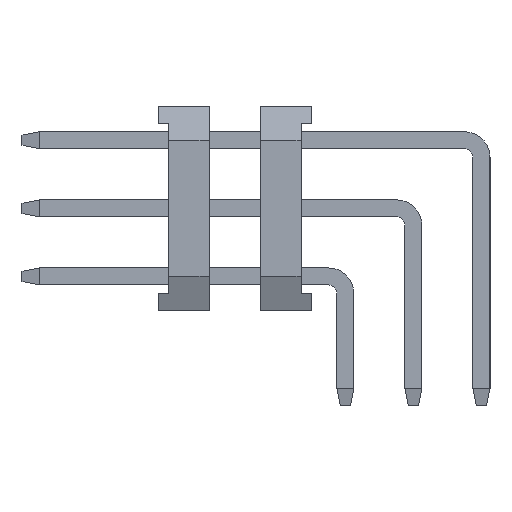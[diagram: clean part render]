
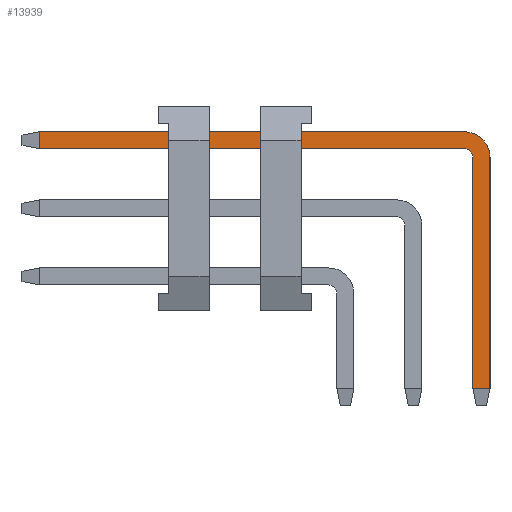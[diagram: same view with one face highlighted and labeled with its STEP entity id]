
A CAD part, left-side view. The second image highlights one B-rep face of the part: STEP entity #13939.
In plain terms, the highlighted planar face has unit normal (-1, 0, 0).
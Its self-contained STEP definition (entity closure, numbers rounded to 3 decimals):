
#13693=CARTESIAN_POINT('',(21.75,8.,1.75));
#13694=VERTEX_POINT('',#13693);
#13717=CARTESIAN_POINT('',(21.75,8.,2.25));
#13718=VERTEX_POINT('',#13717);
#13719=CARTESIAN_POINT('',(21.75,8.,1.75));
#13720=DIRECTION('',(0.,0.,1.));
#13721=VECTOR('',#13720,0.5);
#13722=LINE('',#13719,#13721);
#13723=EDGE_CURVE('',#13694,#13718,#13722,.T.);
#13764=CARTESIAN_POINT('',(21.75,-4.5,2.25));
#13765=VERTEX_POINT('',#13764);
#13766=CARTESIAN_POINT('',(21.75,8.,2.25));
#13767=DIRECTION('',(0.,-1.,0.));
#13768=VECTOR('',#13767,12.5);
#13769=LINE('',#13766,#13768);
#13770=EDGE_CURVE('',#13718,#13765,#13769,.T.);
#13871=CARTESIAN_POINT('',(21.75,-4.5,1.75));
#13872=VERTEX_POINT('',#13871);
#13879=CARTESIAN_POINT('',(21.75,-4.5,1.75));
#13880=DIRECTION('',(0.,1.,0.));
#13881=VECTOR('',#13880,12.5);
#13882=LINE('',#13879,#13881);
#13883=EDGE_CURVE('',#13872,#13694,#13882,.T.);
#13889=CARTESIAN_POINT('',(21.75,8.5,2.25));
#13890=DIRECTION('',(0.,0.,-1.));
#13891=DIRECTION('',(-1.,-0.,-0.));
#13892=AXIS2_PLACEMENT_3D('',#13889,#13891,#13890);
#13893=PLANE('',#13892);
#13894=ORIENTED_EDGE('',*,*,#13883,.F.);
#13895=CARTESIAN_POINT('',(21.75,-4.75,1.5));
#13896=VERTEX_POINT('',#13895);
#13897=CARTESIAN_POINT('',(21.75,-4.5,1.5));
#13898=DIRECTION('',(0.,0.,1.));
#13899=DIRECTION('',(1.,0.,0.));
#13900=AXIS2_PLACEMENT_3D('',#13897,#13899,#13898);
#13901=CIRCLE('',#13900,0.25);
#13902=EDGE_CURVE('',#13872,#13896,#13901,.T.);
#13903=ORIENTED_EDGE('',*,*,#13902,.T.);
#13904=CARTESIAN_POINT('',(21.75,-4.75,-5.3));
#13905=VERTEX_POINT('',#13904);
#13906=CARTESIAN_POINT('',(21.75,-4.75,1.5));
#13907=DIRECTION('',(0.,0.,-1.));
#13908=VECTOR('',#13907,6.8);
#13909=LINE('',#13906,#13908);
#13910=EDGE_CURVE('',#13896,#13905,#13909,.T.);
#13911=ORIENTED_EDGE('',*,*,#13910,.T.);
#13912=CARTESIAN_POINT('',(21.75,-5.25,-5.3));
#13913=VERTEX_POINT('',#13912);
#13914=CARTESIAN_POINT('',(21.75,-4.75,-5.3));
#13915=DIRECTION('',(0.,-1.,0.));
#13916=VECTOR('',#13915,0.5);
#13917=LINE('',#13914,#13916);
#13918=EDGE_CURVE('',#13905,#13913,#13917,.T.);
#13919=ORIENTED_EDGE('',*,*,#13918,.T.);
#13920=CARTESIAN_POINT('',(21.75,-5.25,1.5));
#13921=VERTEX_POINT('',#13920);
#13922=CARTESIAN_POINT('',(21.75,-5.25,-5.3));
#13923=DIRECTION('',(0.,0.,1.));
#13924=VECTOR('',#13923,6.8);
#13925=LINE('',#13922,#13924);
#13926=EDGE_CURVE('',#13913,#13921,#13925,.T.);
#13927=ORIENTED_EDGE('',*,*,#13926,.T.);
#13928=CARTESIAN_POINT('',(21.75,-4.5,1.5));
#13929=DIRECTION('',(0.,-1.,0.));
#13930=DIRECTION('',(-1.,0.,0.));
#13931=AXIS2_PLACEMENT_3D('',#13928,#13930,#13929);
#13932=CIRCLE('',#13931,0.75);
#13933=EDGE_CURVE('',#13921,#13765,#13932,.T.);
#13934=ORIENTED_EDGE('',*,*,#13933,.T.);
#13935=ORIENTED_EDGE('',*,*,#13770,.F.);
#13936=ORIENTED_EDGE('',*,*,#13723,.F.);
#13937=EDGE_LOOP('',(#13894,#13903,#13911,#13919,#13927,#13934,#13935,#13936));
#13938=FACE_OUTER_BOUND('',#13937,.T.);
#13939=ADVANCED_FACE('',(#13938),#13893,.T.);
